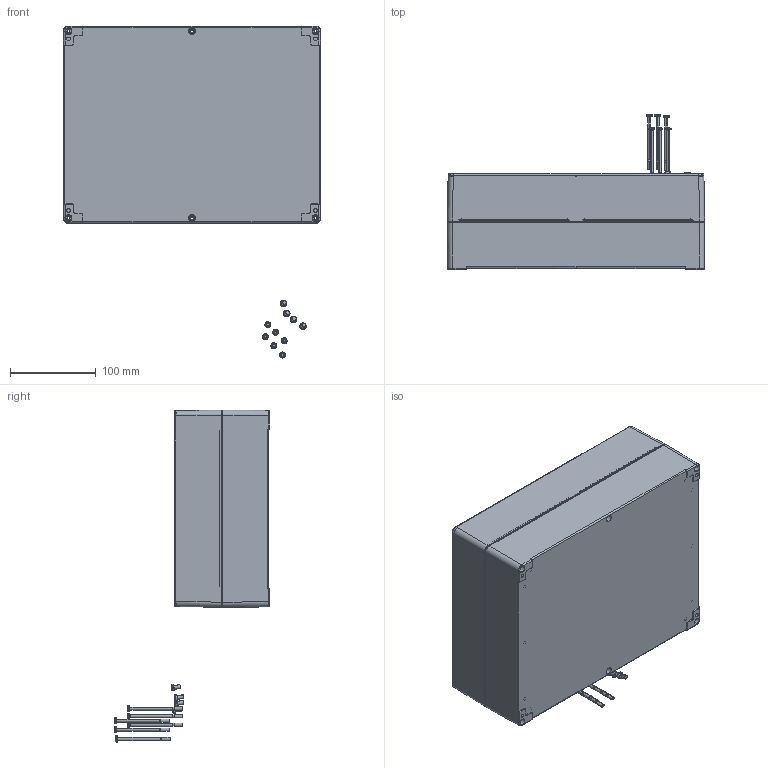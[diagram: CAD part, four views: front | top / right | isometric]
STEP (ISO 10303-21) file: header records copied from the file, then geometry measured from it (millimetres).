
FILE_DESCRIPTION(('FreeCAD Model'),'2;1');
FILE_NAME('300230110.STEP', '2026-03-24T15:34:32',('Author'),(''), 'Open CASCADE STEP processor 7.3','FreeCAD','Unknown');
FILE_SCHEMA(('AUTOMOTIVE_DESIGN { 1 0 10303 214 1 1 1 1 }'));
Length unit declared in the file: millimetre
Products named in the file (9): 300230110; 31891_Standard001; 31090-Einpressbuchse_Standard005; 31891_Standard; 32892_Standard; 82002_im_Deckel_eingebaut; 51015_Standard; 93214_WN1442_D4,5x7,011; 5200.015.0_Standard005
Assembly tree (21 placements, depth 3):
  300230110
    31891_Standard001
      31090-Einpressbuchse_Standard005  x6
      31891_Standard
    32892_Standard
    82002_im_Deckel_eingebaut
    51015_Standard
      93214_WN1442_D4,5x7,011  x4
      5200.015.0_Standard005  x6
Bounding box: 300 x 181.77 x 386.97 mm (x, y, z)
Volume: 920344.1 mm3; surface area: 539330 mm2
Topology: 19 solids, 19 shells, 2203 faces, 5391 edges, 3262 vertices
Faces by surface type: plane 827, bspline 426, cylinder 375, cone 318, torus 233, sphere 16, revolution 8
Entity records: 63116 total; most frequent: CARTESIAN_POINT 29308, ORIENTED_EDGE 7394, DIRECTION 6408, EDGE_CURVE 3697, AXIS2_PLACEMENT_3D 2500, VERTEX_POINT 2200, FACE_BOUND 1659, EDGE_LOOP 1659
